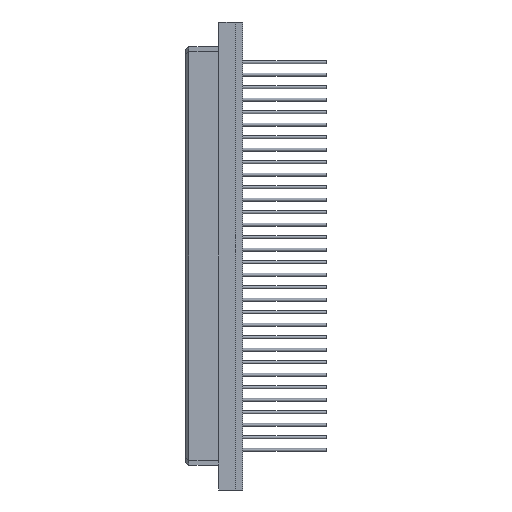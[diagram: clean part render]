
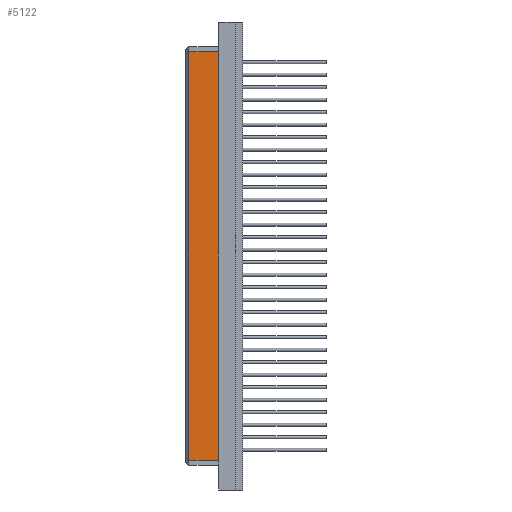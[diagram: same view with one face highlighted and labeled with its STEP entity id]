
A CAD part, left-side view. The second image highlights one B-rep face of the part: STEP entity #5122.
In plain terms, the highlighted planar face has unit normal (-1, 0, 0).
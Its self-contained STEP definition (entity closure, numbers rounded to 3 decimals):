
#5122=ADVANCED_FACE('',(#6371),#5748,.T.);
#5748=PLANE('',#16343);
#6371=FACE_OUTER_BOUND('',#7185,.T.);
#7185=EDGE_LOOP('',(#9671,#9672,#9673,#9674));
#9671=ORIENTED_EDGE('',*,*,#12800,.T.);
#9672=ORIENTED_EDGE('',*,*,#12801,.T.);
#9673=ORIENTED_EDGE('',*,*,#12802,.T.);
#9674=ORIENTED_EDGE('',*,*,#12797,.T.);
#11359=VERTEX_POINT('',#22536);
#11360=VERTEX_POINT('',#22537);
#11361=VERTEX_POINT('',#22542);
#11362=VERTEX_POINT('',#22544);
#12797=EDGE_CURVE('',#11359,#11360,#14083,.T.);
#12800=EDGE_CURVE('',#11360,#11361,#14086,.T.);
#12801=EDGE_CURVE('',#11361,#11362,#14087,.T.);
#12802=EDGE_CURVE('',#11362,#11359,#14088,.T.);
#14083=LINE('',#22535,#15365);
#14086=LINE('',#22541,#15368);
#14087=LINE('',#22543,#15369);
#14088=LINE('',#22545,#15370);
#15365=VECTOR('',#19308,1.);
#15368=VECTOR('',#19313,1.);
#15369=VECTOR('',#19314,1.);
#15370=VECTOR('',#19315,1.);
#16343=AXIS2_PLACEMENT_3D('',#22546,#19316,#19317);
#19308=DIRECTION('',(0.,1.,0.));
#19313=DIRECTION('',(0.,0.,-1.));
#19314=DIRECTION('',(0.,-1.,0.));
#19315=DIRECTION('',(0.,0.,1.));
#19316=DIRECTION('',(-1.,0.,0.));
#19317=DIRECTION('',(0.,-1.,0.));
#22535=CARTESIAN_POINT('',(-45.708,-15.875,114.949));
#22536=CARTESIAN_POINT('',(-45.708,-15.875,114.949));
#22537=CARTESIAN_POINT('',(-45.708,-9.825,114.949));
#22541=CARTESIAN_POINT('',(-45.708,-9.825,114.949));
#22542=CARTESIAN_POINT('',(-45.708,-9.825,31.949));
#22543=CARTESIAN_POINT('',(-45.708,-9.825,31.949));
#22544=CARTESIAN_POINT('',(-45.708,-15.875,31.949));
#22545=CARTESIAN_POINT('',(-45.708,-15.875,31.949));
#22546=CARTESIAN_POINT('',(-45.708,-9.175,25.949));
